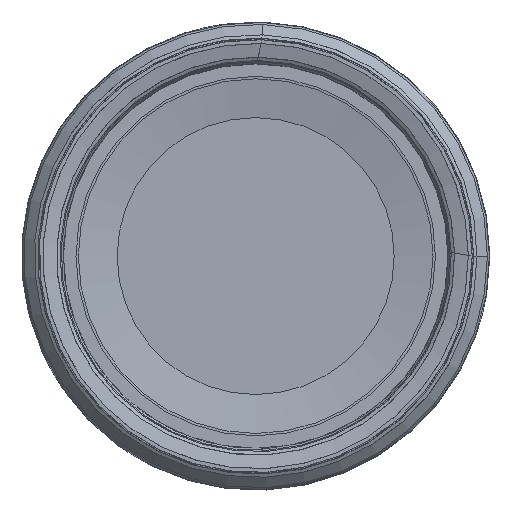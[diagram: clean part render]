
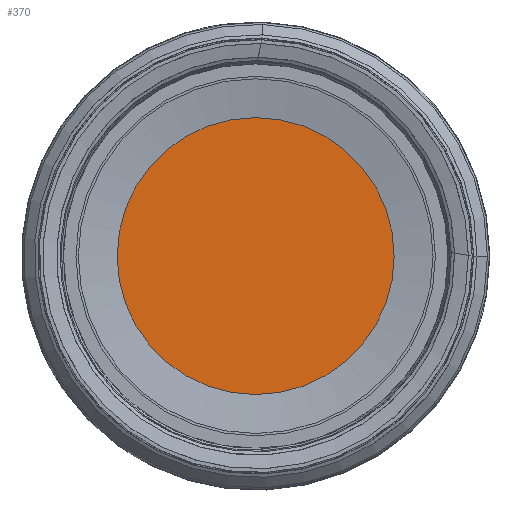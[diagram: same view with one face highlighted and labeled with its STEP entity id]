
A CAD part, left-side view. The second image highlights one B-rep face of the part: STEP entity #370.
In plain terms, the highlighted planar face has unit normal (-1, 0, 0).
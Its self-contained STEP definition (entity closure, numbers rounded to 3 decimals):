
#259=PLANE('',#2040);
#370=ADVANCED_FACE('',(#599),#259,.F.);
#599=FACE_OUTER_BOUND('',#709,.T.);
#709=EDGE_LOOP('',(#1330));
#879=CIRCLE('',#2039,50.805);
#1330=ORIENTED_EDGE('',*,*,#1711,.T.);
#1476=VERTEX_POINT('',#4213);
#1711=EDGE_CURVE('',#1476,#1476,#879,.T.);
#2039=AXIS2_PLACEMENT_3D('',#4212,#2441,#2442);
#2040=AXIS2_PLACEMENT_3D('',#4214,#2443,#2444);
#2441=DIRECTION('',(-1.,0.,0.));
#2442=DIRECTION('',(0.,0.,1.));
#2443=DIRECTION('',(1.,0.,0.));
#2444=DIRECTION('',(0.,0.,-1.));
#4212=CARTESIAN_POINT('',(6.991,0.,0.));
#4213=CARTESIAN_POINT('',(6.991,0.,50.805));
#4214=CARTESIAN_POINT('',(6.991,50.805,0.));
